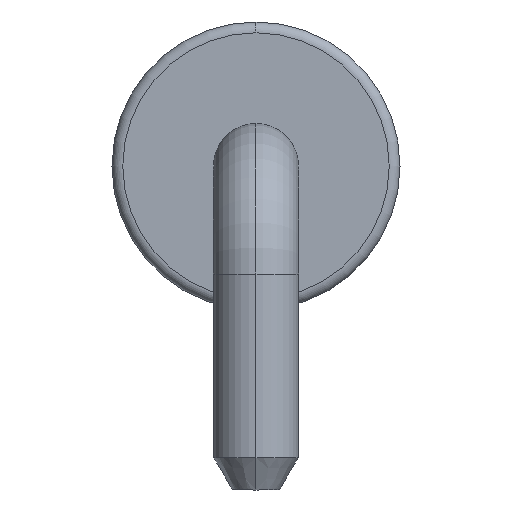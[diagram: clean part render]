
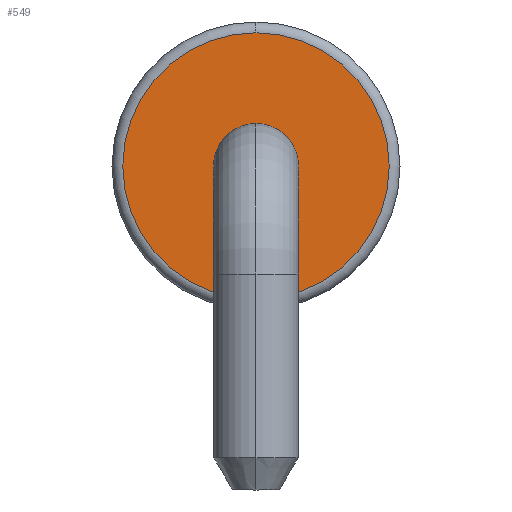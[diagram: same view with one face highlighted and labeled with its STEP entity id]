
A CAD part, left-side view. The second image highlights one B-rep face of the part: STEP entity #549.
In plain terms, the highlighted planar face has unit normal (-1, 0, 0).
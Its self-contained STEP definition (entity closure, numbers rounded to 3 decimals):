
#10 = DIRECTION ( 'NONE',  ( 0., 0., -1. ) ) ;
#11 = DIRECTION ( 'NONE',  ( -1., 0., 0. ) ) ;
#12 = CARTESIAN_POINT ( 'NONE',  ( -2.5, 0., 3. ) ) ;
#13 = AXIS2_PLACEMENT_3D ( 'NONE', #12, #11, #10 ) ;
#14 = DIRECTION ( 'NONE',  ( 0., 0., -1. ) ) ;
#15 = DIRECTION ( 'NONE',  ( 1., 0., 0. ) ) ;
#16 = CARTESIAN_POINT ( 'NONE',  ( -2.5, 0., 3. ) ) ;
#17 = AXIS2_PLACEMENT_3D ( 'NONE', #16, #15, #14 ) ;
#18 = CIRCLE ( 'NONE', #13, 1.233 ) ;
#19 = PLANE ( 'NONE',  #17 ) ;
#35 = FACE_BOUND ( 'NONE', #554, .T. ) ;
#36 = FACE_OUTER_BOUND ( 'NONE', #550, .T. ) ;
#147 = DIRECTION ( 'NONE',  ( 0., 0., -1. ) ) ;
#148 = DIRECTION ( 'NONE',  ( -1., 0., 0. ) ) ;
#149 = CARTESIAN_POINT ( 'NONE',  ( -2.5, 0., 3. ) ) ;
#150 = AXIS2_PLACEMENT_3D ( 'NONE', #149, #148, #147 ) ;
#156 = CIRCLE ( 'NONE', #150, 0.394 ) ;
#234 = CIRCLE ( 'NONE', #239, 0.394 ) ;
#239 = AXIS2_PLACEMENT_3D ( 'NONE', #292, #291, #290 ) ;
#288 = CARTESIAN_POINT ( 'NONE',  ( -2.5, 0., 2.606 ) ) ;
#289 = CARTESIAN_POINT ( 'NONE',  ( -2.5, 0., 3.394 ) ) ;
#290 = DIRECTION ( 'NONE',  ( 0., 0., -1. ) ) ;
#291 = DIRECTION ( 'NONE',  ( -1., 0., 0. ) ) ;
#292 = CARTESIAN_POINT ( 'NONE',  ( -2.5, 0., 3. ) ) ;
#489 = EDGE_CURVE ( 'NONE', #490, #491, #1084, .T. ) ;
#490 = VERTEX_POINT ( 'NONE', #1077 ) ;
#491 = VERTEX_POINT ( 'NONE', #1076 ) ;
#549 = ADVANCED_FACE ( 'NONE', ( #36, #35 ), #19, .F. ) ;
#550 = EDGE_LOOP ( 'NONE', ( #551, #553 ) ) ;
#551 = ORIENTED_EDGE ( 'NONE', *, *, #552, .T. ) ;
#552 = EDGE_CURVE ( 'NONE', #491, #490, #18, .T. ) ;
#553 = ORIENTED_EDGE ( 'NONE', *, *, #489, .T. ) ;
#554 = EDGE_LOOP ( 'NONE', ( #555, #556 ) ) ;
#555 = ORIENTED_EDGE ( 'NONE', *, *, #611, .F. ) ;
#556 = ORIENTED_EDGE ( 'NONE', *, *, #585, .F. ) ;
#585 = EDGE_CURVE ( 'NONE', #613, #612, #156, .T. ) ;
#611 = EDGE_CURVE ( 'NONE', #612, #613, #234, .T. ) ;
#612 = VERTEX_POINT ( 'NONE', #289 ) ;
#613 = VERTEX_POINT ( 'NONE', #288 ) ;
#1076 = CARTESIAN_POINT ( 'NONE',  ( -2.5, 0., 1.766 ) ) ;
#1077 = CARTESIAN_POINT ( 'NONE',  ( -2.5, 0., 4.233 ) ) ;
#1078 = DIRECTION ( 'NONE',  ( 0., 0., -1. ) ) ;
#1079 = DIRECTION ( 'NONE',  ( -1., 0., 0. ) ) ;
#1082 = CARTESIAN_POINT ( 'NONE',  ( -2.5, 0., 3. ) ) ;
#1083 = AXIS2_PLACEMENT_3D ( 'NONE', #1082, #1079, #1078 ) ;
#1084 = CIRCLE ( 'NONE', #1083, 1.233 ) ;
